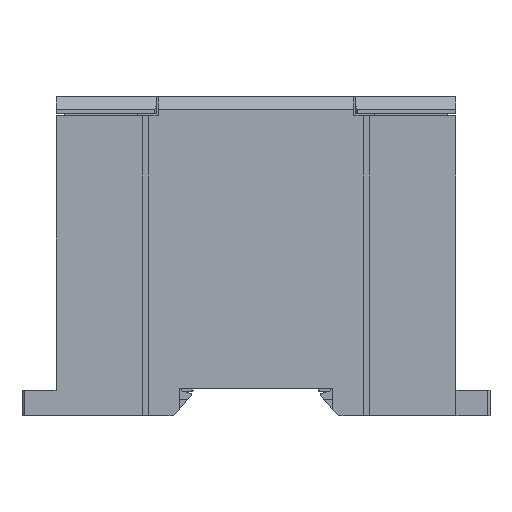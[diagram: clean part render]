
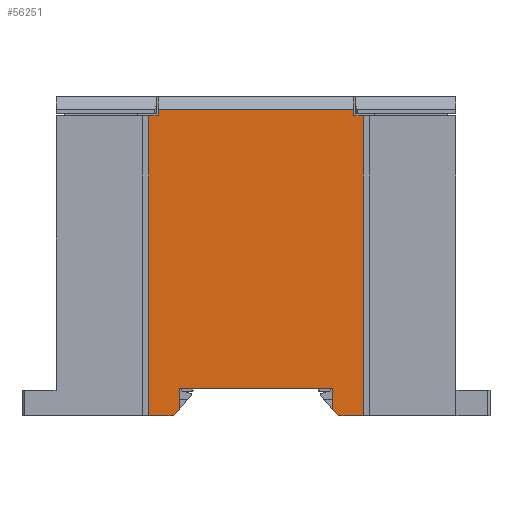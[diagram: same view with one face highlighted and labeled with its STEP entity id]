
A CAD part, left-side view. The second image highlights one B-rep face of the part: STEP entity #56251.
In plain terms, the highlighted planar face has unit normal (-1, 0, 0).
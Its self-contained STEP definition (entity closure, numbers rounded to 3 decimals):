
#722 = DIRECTION ( 'NONE',  ( 0., 0., 1. ) ) ;
#778 = LINE ( 'NONE', #81776, #83535 ) ;
#987 = VERTEX_POINT ( 'NONE', #5219 ) ;
#2500 = LINE ( 'NONE', #5008, #52437 ) ;
#3509 = VERTEX_POINT ( 'NONE', #33934 ) ;
#3692 = CARTESIAN_POINT ( 'NONE',  ( 0., 94., -9.133 ) ) ;
#4044 = EDGE_CURVE ( 'NONE', #75616, #45083, #43366, .T. ) ;
#4292 = DIRECTION ( 'NONE',  ( 0., 0., 1. ) ) ;
#4410 = CARTESIAN_POINT ( 'NONE',  ( 0., 72.2, -79.633 ) ) ;
#5008 = CARTESIAN_POINT ( 'NONE',  ( 0., 29., -78.133 ) ) ;
#5219 = CARTESIAN_POINT ( 'NONE',  ( 0., 24., -9.133 ) ) ;
#5912 = ORIENTED_EDGE ( 'NONE', *, *, #14160, .F. ) ;
#6874 = LINE ( 'NONE', #32208, #15000 ) ;
#8328 = EDGE_CURVE ( 'NONE', #70386, #14572, #77499, .T. ) ;
#8417 = DIRECTION ( 'NONE',  ( 0., 0., 1. ) ) ;
#10047 = CARTESIAN_POINT ( 'NONE',  ( 0., 72.2, -9.133 ) ) ;
#10178 = DIRECTION ( 'NONE',  ( 0., -1., 0. ) ) ;
#10488 = EDGE_CURVE ( 'NONE', #29208, #70386, #66684, .T. ) ;
#10909 = LINE ( 'NONE', #3692, #32350 ) ;
#12045 = EDGE_CURVE ( 'NONE', #77424, #45083, #30410, .T. ) ;
#12694 = EDGE_CURVE ( 'NONE', #47305, #50154, #40514, .T. ) ;
#13149 = LINE ( 'NONE', #24485, #75493 ) ;
#13738 = VERTEX_POINT ( 'NONE', #33028 ) ;
#14160 = EDGE_CURVE ( 'NONE', #50154, #29208, #65505, .T. ) ;
#14572 = VERTEX_POINT ( 'NONE', #4410 ) ;
#14693 = ORIENTED_EDGE ( 'NONE', *, *, #4044, .F. ) ;
#15000 = VECTOR ( 'NONE', #65401, 1000. ) ;
#15029 = CARTESIAN_POINT ( 'NONE',  ( 0., 21.8, -9.133 ) ) ;
#17393 = DIRECTION ( 'NONE',  ( 0., -1., 0. ) ) ;
#19358 = CARTESIAN_POINT ( 'NONE',  ( 0., 70., -9.133 ) ) ;
#19739 = FACE_OUTER_BOUND ( 'NONE', #81903, .T. ) ;
#20807 = EDGE_CURVE ( 'NONE', #987, #77424, #77940, .T. ) ;
#21698 = LINE ( 'NONE', #55540, #81015 ) ;
#22735 = DIRECTION ( 'NONE',  ( 0., 1., 0. ) ) ;
#22885 = VERTEX_POINT ( 'NONE', #15029 ) ;
#23197 = VECTOR ( 'NONE', #56311, 1000. ) ;
#23461 = CARTESIAN_POINT ( 'NONE',  ( 0., 21.8, -79.633 ) ) ;
#24485 = CARTESIAN_POINT ( 'NONE',  ( 0., 29., -73.283 ) ) ;
#25582 = CARTESIAN_POINT ( 'NONE',  ( 0., 65., -78.133 ) ) ;
#26000 = CARTESIAN_POINT ( 'NONE',  ( 0., 21.8, -79.633 ) ) ;
#29208 = VERTEX_POINT ( 'NONE', #71397 ) ;
#30410 = LINE ( 'NONE', #84462, #32450 ) ;
#30764 = ORIENTED_EDGE ( 'NONE', *, *, #12694, .F. ) ;
#31291 = CARTESIAN_POINT ( 'NONE',  ( 0., 66.5, -79.633 ) ) ;
#32208 = CARTESIAN_POINT ( 'NONE',  ( 0., 27.5, -79.633 ) ) ;
#32350 = VECTOR ( 'NONE', #10178, 1000. ) ;
#32450 = VECTOR ( 'NONE', #44413, 1000. ) ;
#33028 = CARTESIAN_POINT ( 'NONE',  ( 0., 29., -78.133 ) ) ;
#33934 = CARTESIAN_POINT ( 'NONE',  ( 0., 27.5, -79.633 ) ) ;
#34855 = ORIENTED_EDGE ( 'NONE', *, *, #39240, .F. ) ;
#36713 = EDGE_CURVE ( 'NONE', #3509, #13738, #2500, .T. ) ;
#37660 = AXIS2_PLACEMENT_3D ( 'NONE', #78930, #46575, #722 ) ;
#38050 = VECTOR ( 'NONE', #63012, 1000. ) ;
#38459 = ORIENTED_EDGE ( 'NONE', *, *, #8328, .F. ) ;
#39240 = EDGE_CURVE ( 'NONE', #57334, #75616, #10909, .T. ) ;
#39503 = LINE ( 'NONE', #23461, #23197 ) ;
#39860 = CARTESIAN_POINT ( 'NONE',  ( 0., 70., -7.633 ) ) ;
#40498 = ORIENTED_EDGE ( 'NONE', *, *, #50944, .F. ) ;
#40514 = LINE ( 'NONE', #41853, #80406 ) ;
#41506 = ORIENTED_EDGE ( 'NONE', *, *, #67326, .F. ) ;
#41853 = CARTESIAN_POINT ( 'NONE',  ( 0., 65., -73.283 ) ) ;
#43366 = LINE ( 'NONE', #80435, #80244 ) ;
#44115 = DIRECTION ( 'NONE',  ( 0., 0., -1. ) ) ;
#44413 = DIRECTION ( 'NONE',  ( 0., 1., 0. ) ) ;
#45083 = VERTEX_POINT ( 'NONE', #39860 ) ;
#45102 = DIRECTION ( 'NONE',  ( 0., 0., 1. ) ) ;
#46350 = EDGE_CURVE ( 'NONE', #54468, #22885, #39503, .T. ) ;
#46575 = DIRECTION ( 'NONE',  ( -1., 0., 0. ) ) ;
#47305 = VERTEX_POINT ( 'NONE', #82439 ) ;
#49113 = ORIENTED_EDGE ( 'NONE', *, *, #36713, .F. ) ;
#50154 = VERTEX_POINT ( 'NONE', #68542 ) ;
#50944 = EDGE_CURVE ( 'NONE', #13738, #47305, #13149, .T. ) ;
#52437 = VECTOR ( 'NONE', #76402, 1000. ) ;
#52571 = ORIENTED_EDGE ( 'NONE', *, *, #10488, .F. ) ;
#54172 = CARTESIAN_POINT ( 'NONE',  ( 0., 66.5, -79.633 ) ) ;
#54468 = VERTEX_POINT ( 'NONE', #26000 ) ;
#55540 = CARTESIAN_POINT ( 'NONE',  ( 0., 72.2, -79.633 ) ) ;
#55834 = DIRECTION ( 'NONE',  ( 0., 0., 1. ) ) ;
#56251 = ADVANCED_FACE ( 'NONE', ( #19739 ), #72894, .T. ) ;
#56311 = DIRECTION ( 'NONE',  ( 0., 0., 1. ) ) ;
#56993 = CARTESIAN_POINT ( 'NONE',  ( 0., 24., -7.633 ) ) ;
#57279 = DIRECTION ( 'NONE',  ( 0., 1., 0. ) ) ;
#57334 = VERTEX_POINT ( 'NONE', #10047 ) ;
#61160 = VECTOR ( 'NONE', #57279, 1000. ) ;
#63012 = DIRECTION ( 'NONE',  ( 0., 0.707, -0.707 ) ) ;
#63733 = EDGE_CURVE ( 'NONE', #54468, #3509, #6874, .T. ) ;
#64400 = VECTOR ( 'NONE', #44115, 1000. ) ;
#65401 = DIRECTION ( 'NONE',  ( 0., 1., 0. ) ) ;
#65505 = LINE ( 'NONE', #25582, #64400 ) ;
#65954 = ORIENTED_EDGE ( 'NONE', *, *, #12045, .T. ) ;
#66684 = LINE ( 'NONE', #54172, #38050 ) ;
#66698 = ORIENTED_EDGE ( 'NONE', *, *, #63733, .F. ) ;
#67326 = EDGE_CURVE ( 'NONE', #14572, #57334, #21698, .T. ) ;
#68542 = CARTESIAN_POINT ( 'NONE',  ( 0., 65., -73.283 ) ) ;
#70386 = VERTEX_POINT ( 'NONE', #31291 ) ;
#71397 = CARTESIAN_POINT ( 'NONE',  ( 0., 65., -78.133 ) ) ;
#72894 = PLANE ( 'NONE',  #37660 ) ;
#73777 = ORIENTED_EDGE ( 'NONE', *, *, #46350, .T. ) ;
#74030 = ORIENTED_EDGE ( 'NONE', *, *, #20807, .T. ) ;
#75493 = VECTOR ( 'NONE', #4292, 1000. ) ;
#75616 = VERTEX_POINT ( 'NONE', #19358 ) ;
#75883 = VECTOR ( 'NONE', #45102, 1000. ) ;
#76402 = DIRECTION ( 'NONE',  ( 0., 0.707, 0.707 ) ) ;
#77424 = VERTEX_POINT ( 'NONE', #56993 ) ;
#77499 = LINE ( 'NONE', #83646, #61160 ) ;
#77940 = LINE ( 'NONE', #78001, #75883 ) ;
#78001 = CARTESIAN_POINT ( 'NONE',  ( 0., 24., -16.261 ) ) ;
#78930 = CARTESIAN_POINT ( 'NONE',  ( 0., 0., 0. ) ) ;
#80244 = VECTOR ( 'NONE', #8417, 1000. ) ;
#80406 = VECTOR ( 'NONE', #22735, 1000. ) ;
#80435 = CARTESIAN_POINT ( 'NONE',  ( 0., 70., -16.261 ) ) ;
#81015 = VECTOR ( 'NONE', #55834, 1000. ) ;
#81019 = ORIENTED_EDGE ( 'NONE', *, *, #82882, .F. ) ;
#81776 = CARTESIAN_POINT ( 'NONE',  ( 0., 0., -9.133 ) ) ;
#81903 = EDGE_LOOP ( 'NONE', ( #74030, #65954, #14693, #34855, #41506, #38459, #52571, #5912, #30764, #40498, #49113, #66698, #73777, #81019 ) ) ;
#82439 = CARTESIAN_POINT ( 'NONE',  ( 0., 29., -73.283 ) ) ;
#82882 = EDGE_CURVE ( 'NONE', #987, #22885, #778, .T. ) ;
#83535 = VECTOR ( 'NONE', #17393, 1000. ) ;
#83646 = CARTESIAN_POINT ( 'NONE',  ( 0., 94., -79.633 ) ) ;
#84462 = CARTESIAN_POINT ( 'NONE',  ( 0., 70., -7.633 ) ) ;
